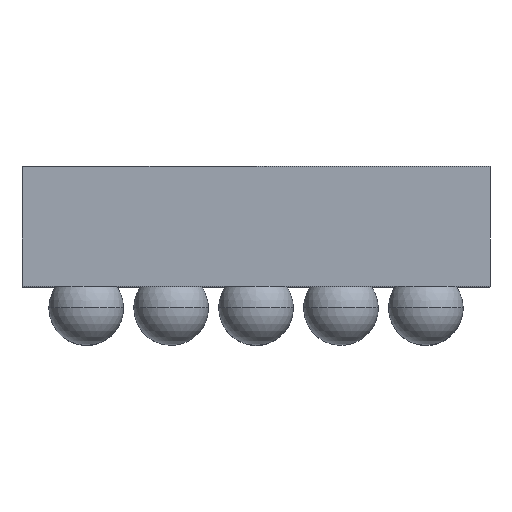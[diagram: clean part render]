
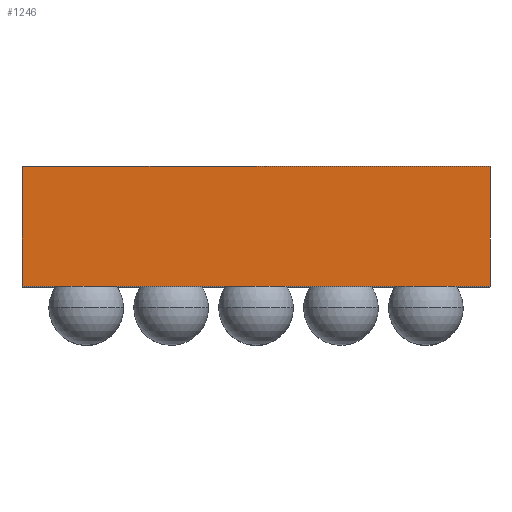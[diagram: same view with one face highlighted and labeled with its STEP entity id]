
A CAD part, top view. The second image highlights one B-rep face of the part: STEP entity #1246.
In plain terms, the highlighted planar face has unit normal (0, 0, 1).
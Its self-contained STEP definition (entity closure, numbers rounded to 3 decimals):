
#33 = CARTESIAN_POINT ( 'NONE',  ( -0.78, 0.4, 0.78 ) ) ;
#93 = CARTESIAN_POINT ( 'NONE',  ( 0.78, 0.4, 0.78 ) ) ;
#176 = EDGE_CURVE ( 'NONE', #477, #207, #887, .T. ) ;
#200 = ORIENTED_EDGE ( 'NONE', *, *, #345, .T. ) ;
#205 = VECTOR ( 'NONE', #657, 1000. ) ;
#207 = VERTEX_POINT ( 'NONE', #93 ) ;
#223 = AXIS2_PLACEMENT_3D ( 'NONE', #1086, #1095, #990 ) ;
#297 = ORIENTED_EDGE ( 'NONE', *, *, #453, .F. ) ;
#298 = DIRECTION ( 'NONE',  ( 1., 0., 0. ) ) ;
#338 = VERTEX_POINT ( 'NONE', #1048 ) ;
#345 = EDGE_CURVE ( 'NONE', #477, #1325, #410, .T. ) ;
#351 = CARTESIAN_POINT ( 'NONE',  ( -0.78, 0.4, 0.78 ) ) ;
#361 = VECTOR ( 'NONE', #298, 1000. ) ;
#388 = PLANE ( 'NONE',  #223 ) ;
#410 = LINE ( 'NONE', #33, #1175 ) ;
#447 = DIRECTION ( 'NONE',  ( 0., -1., 0. ) ) ;
#453 = EDGE_CURVE ( 'NONE', #207, #338, #581, .T. ) ;
#459 = CARTESIAN_POINT ( 'NONE',  ( 0.78, 0.4, 0.78 ) ) ;
#477 = VERTEX_POINT ( 'NONE', #351 ) ;
#486 = EDGE_CURVE ( 'NONE', #1325, #338, #852, .T. ) ;
#499 = EDGE_LOOP ( 'NONE', ( #1159, #297, #566, #200 ) ) ;
#541 = CARTESIAN_POINT ( 'NONE',  ( 0.78, 0., 0.78 ) ) ;
#566 = ORIENTED_EDGE ( 'NONE', *, *, #176, .F. ) ;
#581 = LINE ( 'NONE', #459, #741 ) ;
#657 = DIRECTION ( 'NONE',  ( 1., 0., 0. ) ) ;
#660 = FACE_OUTER_BOUND ( 'NONE', #499, .T. ) ;
#703 = CARTESIAN_POINT ( 'NONE',  ( 0.78, 0.4, 0.78 ) ) ;
#741 = VECTOR ( 'NONE', #970, 1000. ) ;
#852 = LINE ( 'NONE', #541, #205 ) ;
#887 = LINE ( 'NONE', #703, #361 ) ;
#889 = CARTESIAN_POINT ( 'NONE',  ( -0.78, 0., 0.78 ) ) ;
#970 = DIRECTION ( 'NONE',  ( 0., -1., 0. ) ) ;
#990 = DIRECTION ( 'NONE',  ( -1., 0., 0. ) ) ;
#1048 = CARTESIAN_POINT ( 'NONE',  ( 0.78, 0., 0.78 ) ) ;
#1086 = CARTESIAN_POINT ( 'NONE',  ( 0.78, 0.4, 0.78 ) ) ;
#1095 = DIRECTION ( 'NONE',  ( 0., 0., -1. ) ) ;
#1159 = ORIENTED_EDGE ( 'NONE', *, *, #486, .T. ) ;
#1175 = VECTOR ( 'NONE', #447, 1000. ) ;
#1246 = ADVANCED_FACE ( 'NONE', ( #660 ), #388, .F. ) ;
#1325 = VERTEX_POINT ( 'NONE', #889 ) ;
